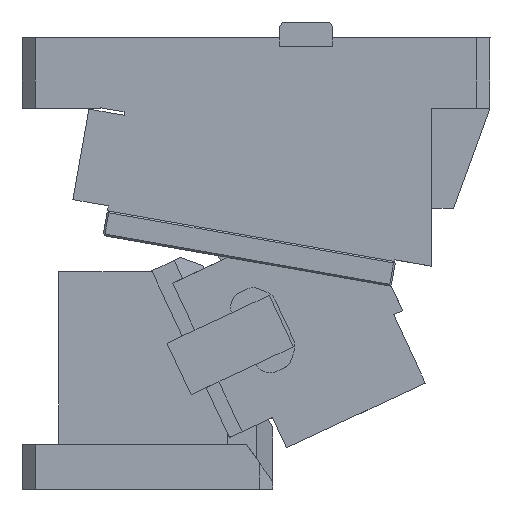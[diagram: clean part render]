
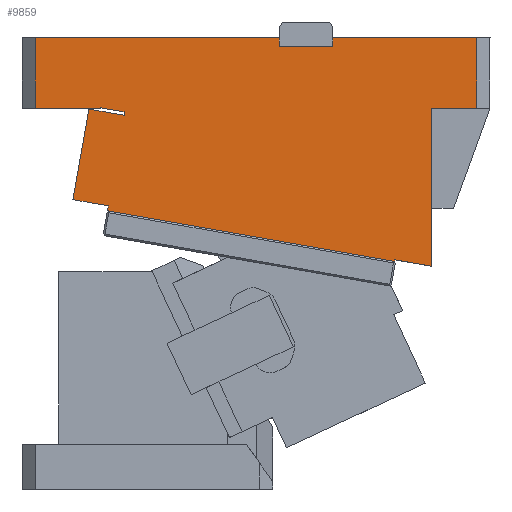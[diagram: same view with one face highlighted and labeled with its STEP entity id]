
A CAD part, front view. The second image highlights one B-rep face of the part: STEP entity #9859.
In plain terms, the highlighted planar face has unit normal (0, -1, 0).
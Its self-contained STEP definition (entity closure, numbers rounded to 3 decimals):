
#7226=CARTESIAN_POINT('Vertex',(47.,0.,228.)) ;
#7229=CARTESIAN_POINT('Line Origine',(27.464,0.,228.)) ;
#7233=CARTESIAN_POINT('Vertex',(7.929,0.,228.)) ;
#7313=CARTESIAN_POINT('Line Origine',(7.929,0.,249.)) ;
#7317=CARTESIAN_POINT('Vertex',(7.929,0.,270.)) ;
#7947=CARTESIAN_POINT('Line Origine',(50.588,0.,225.532)) ;
#7951=CARTESIAN_POINT('Vertex',(61.175,0.,223.665)) ;
#7953=CARTESIAN_POINT('Vertex',(40.002,0.,227.398)) ;
#9642=CARTESIAN_POINT('Vertex',(51.103,0.,166.546)) ;
#9645=CARTESIAN_POINT('Line Origine',(51.364,0.,168.023)) ;
#9649=CARTESIAN_POINT('Vertex',(51.624,0.,169.5)) ;
#9673=CARTESIAN_POINT('Vertex',(222.952,0.,136.244)) ;
#9676=CARTESIAN_POINT('Line Origine',(137.028,0.,151.395)) ;
#9701=CARTESIAN_POINT('Vertex',(223.126,0.,137.229)) ;
#9704=CARTESIAN_POINT('Line Origine',(223.039,0.,136.737)) ;
#9716=CARTESIAN_POINT('Axis2P3D Location',(39.827,0.,235.045)) ;
#9721=CARTESIAN_POINT('Line Origine',(154.,0.,267.5)) ;
#9725=CARTESIAN_POINT('Vertex',(154.,0.,265.)) ;
#9727=CARTESIAN_POINT('Vertex',(154.,0.,270.)) ;
#9730=CARTESIAN_POINT('Line Origine',(100.,0.,270.)) ;
#9734=CARTESIAN_POINT('Vertex',(46.,0.,270.)) ;
#9737=CARTESIAN_POINT('Line Origine',(26.964,0.,270.)) ;
#9742=CARTESIAN_POINT('Line Origine',(47.,0.,228.098)) ;
#9746=CARTESIAN_POINT('Vertex',(47.,0.,228.195)) ;
#9749=CARTESIAN_POINT('Line Origine',(54.015,0.,226.958)) ;
#9753=CARTESIAN_POINT('Vertex',(61.03,0.,225.721)) ;
#9756=CARTESIAN_POINT('Line Origine',(61.276,0.,225.678)) ;
#9760=CARTESIAN_POINT('Vertex',(61.522,0.,225.635)) ;
#9763=CARTESIAN_POINT('Line Origine',(61.349,0.,224.65)) ;
#9768=CARTESIAN_POINT('Line Origine',(35.226,0.,200.316)) ;
#9772=CARTESIAN_POINT('Vertex',(30.451,0.,173.234)) ;
#9775=CARTESIAN_POINT('Line Origine',(41.038,0.,171.367)) ;
#9780=CARTESIAN_POINT('Line Origine',(234.063,0.,135.301)) ;
#9784=CARTESIAN_POINT('Vertex',(245.,0.,133.372)) ;
#9787=CARTESIAN_POINT('Line Origine',(245.,0.,180.686)) ;
#9791=CARTESIAN_POINT('Vertex',(245.,0.,228.)) ;
#9794=CARTESIAN_POINT('Line Origine',(258.536,0.,228.)) ;
#9798=CARTESIAN_POINT('Vertex',(272.071,0.,228.)) ;
#9801=CARTESIAN_POINT('Line Origine',(272.071,0.,249.)) ;
#9805=CARTESIAN_POINT('Vertex',(272.071,0.,270.)) ;
#9808=CARTESIAN_POINT('Line Origine',(260.536,0.,270.)) ;
#9812=CARTESIAN_POINT('Vertex',(249.,0.,270.)) ;
#9815=CARTESIAN_POINT('Line Origine',(217.5,0.,270.)) ;
#9819=CARTESIAN_POINT('Vertex',(186.,0.,270.)) ;
#9822=CARTESIAN_POINT('Line Origine',(186.,0.,267.5)) ;
#9826=CARTESIAN_POINT('Vertex',(186.,0.,265.)) ;
#9829=CARTESIAN_POINT('Line Origine',(170.,0.,265.)) ;
#7230=DIRECTION('Vector Direction',(-1.,0.,0.)) ;
#7314=DIRECTION('Vector Direction',(0.,0.,1.)) ;
#7948=DIRECTION('Vector Direction',(-0.985,0.,0.174)) ;
#9646=DIRECTION('Vector Direction',(-0.174,0.,-0.985)) ;
#9677=DIRECTION('Vector Direction',(-0.985,0.,0.174)) ;
#9705=DIRECTION('Vector Direction',(-0.174,0.,-0.985)) ;
#9717=DIRECTION('Axis2P3D Direction',(0.,-1.,0.)) ;
#9718=DIRECTION('Axis2P3D XDirection',(-0.174,0.,-0.985)) ;
#9722=DIRECTION('Vector Direction',(0.,0.,1.)) ;
#9731=DIRECTION('Vector Direction',(1.,0.,0.)) ;
#9738=DIRECTION('Vector Direction',(1.,0.,0.)) ;
#9743=DIRECTION('Vector Direction',(0.,0.,1.)) ;
#9750=DIRECTION('Vector Direction',(-0.985,0.,0.174)) ;
#9757=DIRECTION('Vector Direction',(0.985,0.,-0.174)) ;
#9764=DIRECTION('Vector Direction',(-0.174,0.,-0.985)) ;
#9769=DIRECTION('Vector Direction',(0.174,0.,0.985)) ;
#9776=DIRECTION('Vector Direction',(-0.985,0.,0.174)) ;
#9781=DIRECTION('Vector Direction',(-0.985,0.,0.174)) ;
#9788=DIRECTION('Vector Direction',(0.,0.,-1.)) ;
#9795=DIRECTION('Vector Direction',(-1.,0.,0.)) ;
#9802=DIRECTION('Vector Direction',(0.,0.,1.)) ;
#9809=DIRECTION('Vector Direction',(-1.,0.,0.)) ;
#9816=DIRECTION('Vector Direction',(-1.,0.,0.)) ;
#9823=DIRECTION('Vector Direction',(0.,0.,1.)) ;
#9830=DIRECTION('Vector Direction',(-1.,0.,0.)) ;
#9719=AXIS2_PLACEMENT_3D('Plane Axis2P3D',#9716,#9717,#9718) ;
#9835=ORIENTED_EDGE('',*,*,#9729,.T.) ;
#9836=ORIENTED_EDGE('',*,*,#9736,.F.) ;
#9837=ORIENTED_EDGE('',*,*,#9741,.F.) ;
#9838=ORIENTED_EDGE('',*,*,#7319,.T.) ;
#9839=ORIENTED_EDGE('',*,*,#7235,.T.) ;
#9840=ORIENTED_EDGE('',*,*,#9748,.T.) ;
#9841=ORIENTED_EDGE('',*,*,#9755,.F.) ;
#9842=ORIENTED_EDGE('',*,*,#9762,.F.) ;
#9843=ORIENTED_EDGE('',*,*,#9767,.F.) ;
#9844=ORIENTED_EDGE('',*,*,#7955,.T.) ;
#9845=ORIENTED_EDGE('',*,*,#9774,.T.) ;
#9846=ORIENTED_EDGE('',*,*,#9779,.F.) ;
#9847=ORIENTED_EDGE('',*,*,#9651,.F.) ;
#9848=ORIENTED_EDGE('',*,*,#9680,.F.) ;
#9849=ORIENTED_EDGE('',*,*,#9708,.F.) ;
#9850=ORIENTED_EDGE('',*,*,#9786,.F.) ;
#9851=ORIENTED_EDGE('',*,*,#9793,.F.) ;
#9852=ORIENTED_EDGE('',*,*,#9800,.F.) ;
#9853=ORIENTED_EDGE('',*,*,#9807,.F.) ;
#9854=ORIENTED_EDGE('',*,*,#9814,.T.) ;
#9855=ORIENTED_EDGE('',*,*,#9821,.T.) ;
#9856=ORIENTED_EDGE('',*,*,#9828,.F.) ;
#9857=ORIENTED_EDGE('',*,*,#9833,.T.) ;
#7231=VECTOR('Line Direction',#7230,1.) ;
#7315=VECTOR('Line Direction',#7314,1.) ;
#7949=VECTOR('Line Direction',#7948,1.) ;
#9647=VECTOR('Line Direction',#9646,1.) ;
#9678=VECTOR('Line Direction',#9677,1.) ;
#9706=VECTOR('Line Direction',#9705,1.) ;
#9723=VECTOR('Line Direction',#9722,1.) ;
#9732=VECTOR('Line Direction',#9731,1.) ;
#9739=VECTOR('Line Direction',#9738,1.) ;
#9744=VECTOR('Line Direction',#9743,1.) ;
#9751=VECTOR('Line Direction',#9750,1.) ;
#9758=VECTOR('Line Direction',#9757,1.) ;
#9765=VECTOR('Line Direction',#9764,1.) ;
#9770=VECTOR('Line Direction',#9769,1.) ;
#9777=VECTOR('Line Direction',#9776,1.) ;
#9782=VECTOR('Line Direction',#9781,1.) ;
#9789=VECTOR('Line Direction',#9788,1.) ;
#9796=VECTOR('Line Direction',#9795,1.) ;
#9803=VECTOR('Line Direction',#9802,1.) ;
#9810=VECTOR('Line Direction',#9809,1.) ;
#9817=VECTOR('Line Direction',#9816,1.) ;
#9824=VECTOR('Line Direction',#9823,1.) ;
#9831=VECTOR('Line Direction',#9830,1.) ;
#9859=ADVANCED_FACE('CAM HOLDER',(#9858),#9720,.T.) ;
#7235=EDGE_CURVE('',#7234,#7227,#7232,.F.) ;
#7319=EDGE_CURVE('',#7318,#7234,#7316,.F.) ;
#7955=EDGE_CURVE('',#7952,#7954,#7950,.T.) ;
#9651=EDGE_CURVE('',#9643,#9650,#9648,.F.) ;
#9680=EDGE_CURVE('',#9674,#9643,#9679,.T.) ;
#9708=EDGE_CURVE('',#9702,#9674,#9707,.T.) ;
#9729=EDGE_CURVE('',#9726,#9728,#9724,.T.) ;
#9736=EDGE_CURVE('',#9735,#9728,#9733,.T.) ;
#9741=EDGE_CURVE('',#7318,#9735,#9740,.T.) ;
#9748=EDGE_CURVE('',#7227,#9747,#9745,.T.) ;
#9755=EDGE_CURVE('',#9754,#9747,#9752,.T.) ;
#9762=EDGE_CURVE('',#9761,#9754,#9759,.F.) ;
#9767=EDGE_CURVE('',#7952,#9761,#9766,.F.) ;
#9774=EDGE_CURVE('',#7954,#9773,#9771,.F.) ;
#9779=EDGE_CURVE('',#9650,#9773,#9778,.T.) ;
#9786=EDGE_CURVE('',#9785,#9702,#9783,.T.) ;
#9793=EDGE_CURVE('',#9792,#9785,#9790,.T.) ;
#9800=EDGE_CURVE('',#9799,#9792,#9797,.T.) ;
#9807=EDGE_CURVE('',#9806,#9799,#9804,.F.) ;
#9814=EDGE_CURVE('',#9806,#9813,#9811,.T.) ;
#9821=EDGE_CURVE('',#9813,#9820,#9818,.T.) ;
#9828=EDGE_CURVE('',#9827,#9820,#9825,.T.) ;
#9833=EDGE_CURVE('',#9827,#9726,#9832,.T.) ;
#9834=EDGE_LOOP('',(#9835,#9836,#9837,#9838,#9839,#9840,#9841,#9842,#9843,#9844,#9845,#9846,#9847,#9848,#9849,#9850,#9851,#9852,#9853,#9854,#9855,#9856,#9857)) ;
#9858=FACE_OUTER_BOUND('',#9834,.T.) ;
#7232=LINE('Line',#7229,#7231) ;
#7316=LINE('Line',#7313,#7315) ;
#7950=LINE('Line',#7947,#7949) ;
#9648=LINE('Line',#9645,#9647) ;
#9679=LINE('Line',#9676,#9678) ;
#9707=LINE('Line',#9704,#9706) ;
#9724=LINE('Line',#9721,#9723) ;
#9733=LINE('Line',#9730,#9732) ;
#9740=LINE('Line',#9737,#9739) ;
#9745=LINE('Line',#9742,#9744) ;
#9752=LINE('Line',#9749,#9751) ;
#9759=LINE('Line',#9756,#9758) ;
#9766=LINE('Line',#9763,#9765) ;
#9771=LINE('Line',#9768,#9770) ;
#9778=LINE('Line',#9775,#9777) ;
#9783=LINE('Line',#9780,#9782) ;
#9790=LINE('Line',#9787,#9789) ;
#9797=LINE('Line',#9794,#9796) ;
#9804=LINE('Line',#9801,#9803) ;
#9811=LINE('Line',#9808,#9810) ;
#9818=LINE('Line',#9815,#9817) ;
#9825=LINE('Line',#9822,#9824) ;
#9832=LINE('Line',#9829,#9831) ;
#9720=PLANE('Plane',#9719) ;
#7227=VERTEX_POINT('',#7226) ;
#7234=VERTEX_POINT('',#7233) ;
#7318=VERTEX_POINT('',#7317) ;
#7952=VERTEX_POINT('',#7951) ;
#7954=VERTEX_POINT('',#7953) ;
#9643=VERTEX_POINT('',#9642) ;
#9650=VERTEX_POINT('',#9649) ;
#9674=VERTEX_POINT('',#9673) ;
#9702=VERTEX_POINT('',#9701) ;
#9726=VERTEX_POINT('',#9725) ;
#9728=VERTEX_POINT('',#9727) ;
#9735=VERTEX_POINT('',#9734) ;
#9747=VERTEX_POINT('',#9746) ;
#9754=VERTEX_POINT('',#9753) ;
#9761=VERTEX_POINT('',#9760) ;
#9773=VERTEX_POINT('',#9772) ;
#9785=VERTEX_POINT('',#9784) ;
#9792=VERTEX_POINT('',#9791) ;
#9799=VERTEX_POINT('',#9798) ;
#9806=VERTEX_POINT('',#9805) ;
#9813=VERTEX_POINT('',#9812) ;
#9820=VERTEX_POINT('',#9819) ;
#9827=VERTEX_POINT('',#9826) ;
